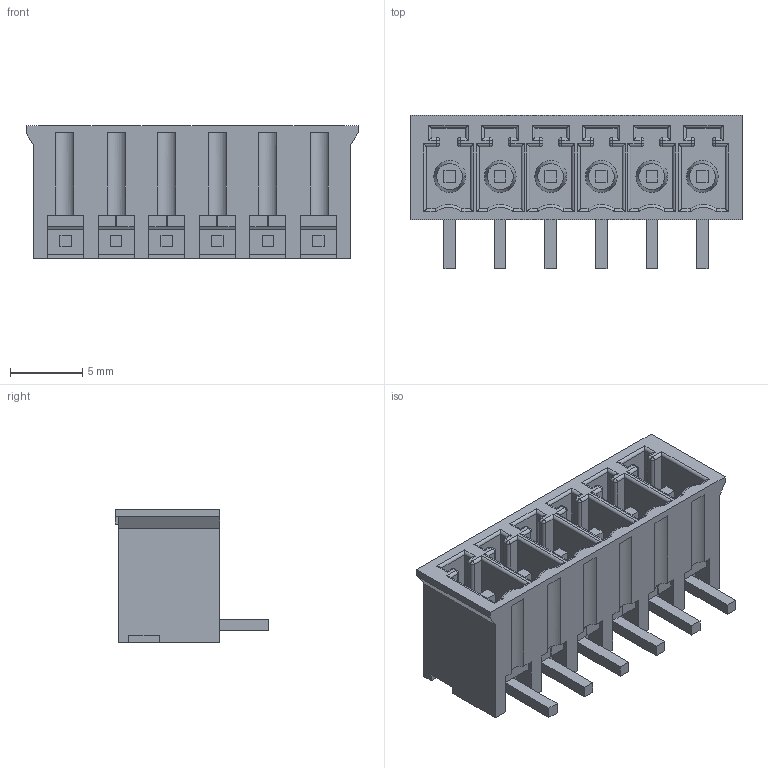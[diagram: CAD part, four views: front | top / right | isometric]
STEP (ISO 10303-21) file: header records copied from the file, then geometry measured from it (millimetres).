
FILE_DESCRIPTION((''),'2;1');
FILE_NAME('C-284512-6','2008-09-03T',('workeradm'),('Tyco Electronics Corporation'),'PRO/ENGINEER BY PARAMETRIC TECHNOLOGY CORPORATION, 2005450','PRO/ENGINEER BY PARAMETRIC TECHNOLOGY CORPORATION, 2005450','');
FILE_SCHEMA(('CONFIG_CONTROL_DESIGN', 'GEOMETRIC_VALIDATION_PROPERTIES_MIM'));
Length unit declared in the file: millimetre
Products named in the file (1): C-284512-6
Bounding box: 23 x 10.65 x 9.2 mm (x, y, z)
Volume: 759.3 mm3; surface area: 1983.3 mm2
Topology: 1 solids, 1 shells, 508 faces, 1250 edges, 768 vertices
Faces by surface type: plane 286, cylinder 168, sphere 36, cone 12, torus 6
Entity records: 15253 total; most frequent: CARTESIAN_POINT 3205, ORIENTED_EDGE 2500, DIRECTION 2394, EDGE_CURVE 1250, VECTOR 946, LINE 946, VERTEX_POINT 768, AXIS2_PLACEMENT_3D 724
